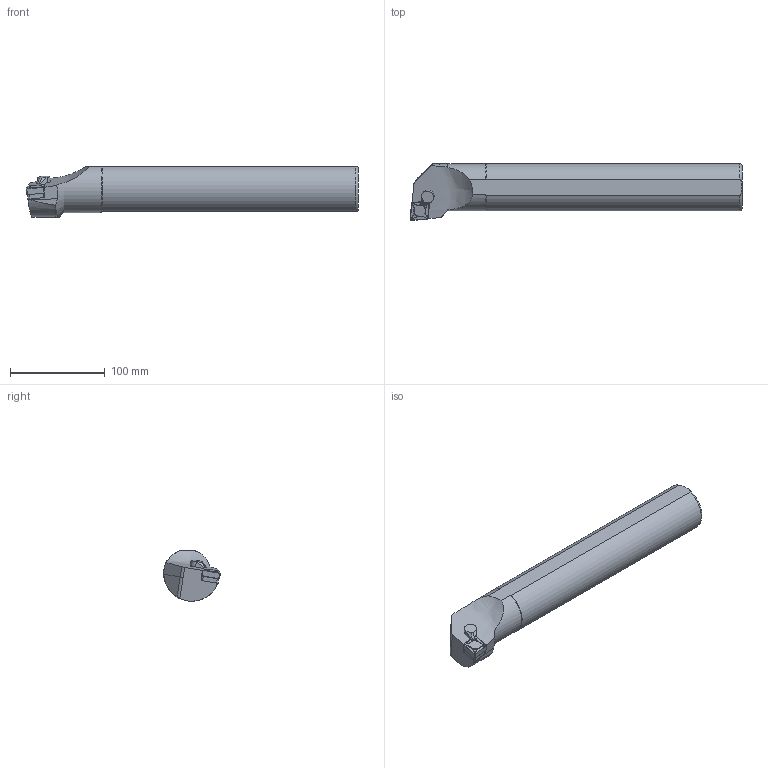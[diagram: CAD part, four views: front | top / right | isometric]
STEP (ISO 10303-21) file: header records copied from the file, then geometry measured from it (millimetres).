
FILE_DESCRIPTION(/* description */ (''),/* implementation_level */ '2;1');
FILE_NAME(/* name */ 'A50U-PCLNR-19C.stp',/* time_stamp */ '2023-10-20T10:25:27+03:00',/* author */ (''),/* organization */ (''),/* preprocessor_version */ 'ST-DEVELOPER v19.4',/* originating_system */ 'SIEMENS PLM Software NX2306.3001',/* authorisation */ '');
FILE_SCHEMA (('AUTOMOTIVE_DESIGN { 1 0 10303 214 3 1 1 1 }'));
Length unit declared in the file: millimetre
Products named in the file (1): A50U-PCLNLR-19C
Bounding box: 350 x 59.99 x 53.04 mm (x, y, z)
Volume: 647137.8 mm3; surface area: 59160.4 mm2
Topology: 2 solids, 2 shells, 116 faces, 301 edges, 198 vertices
Faces by surface type: plane 69, cone 25, cylinder 19, torus 2, bspline 1
Entity records: 4397 total; most frequent: CARTESIAN_POINT 1061, ORIENTED_EDGE 600, DIRECTION 577, EDGE_CURVE 300, AXIS2_PLACEMENT_3D 200, VERTEX_POINT 198, LINE 177, VECTOR 177
